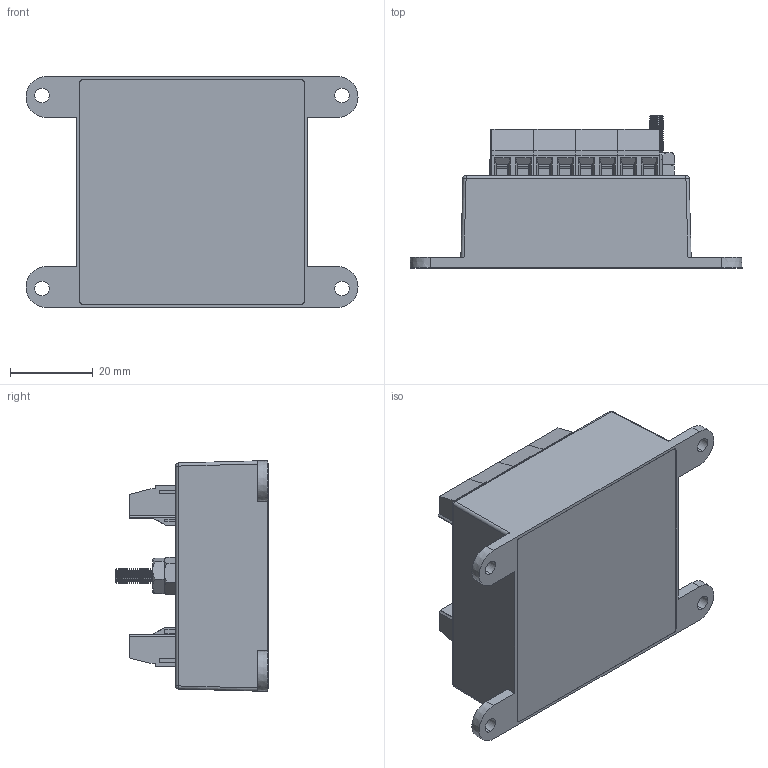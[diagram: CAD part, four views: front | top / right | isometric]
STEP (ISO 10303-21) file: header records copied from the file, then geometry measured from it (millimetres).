
FILE_DESCRIPTION (( 'STEP AP214' ), '1' );
FILE_NAME ('1101-849-E.STEP', '2019-01-24T21:11:59', ( '' ), ( '' ), 'SwSTEP 2.0', 'SolidWorks 2018', '' );
FILE_SCHEMA (( 'AUTOMOTIVE_DESIGN' ));
Length unit declared in the file: inch
Products named in the file (24): 2105-243; 2103-057; 3800-175; 2100-006; 2003-2298; 2001-049; 2021-242; 1101-849-E; 2250-792
Assembly tree (16 placements, depth 3):
  2105-243
  2103-057
  3800-175
  2100-006
  2105-243
Bounding box: 80.37 x 36.89 x 55.88 mm (x, y, z)
Volume: 29107.6 mm3; surface area: 40480.3 mm2
Topology: 63 solids, 63 shells, 3075 faces, 8318 edges, 5396 vertices
Faces by surface type: plane 2349, cylinder 320, bspline 218, cone 184, sphere 4
Entity records: 63363 total; most frequent: CARTESIAN_POINT 20744, ORIENTED_EDGE 7346, DIRECTION 5988, EDGE_CURVE 3673, VECTOR 2842, LINE 2842, VERTEX_POINT 2361, AXIS2_PLACEMENT_3D 1573
